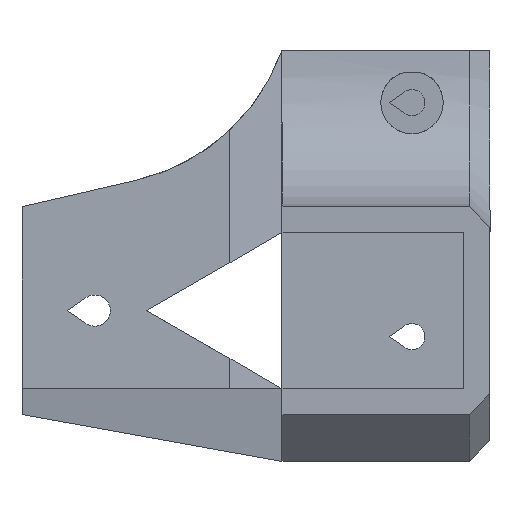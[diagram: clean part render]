
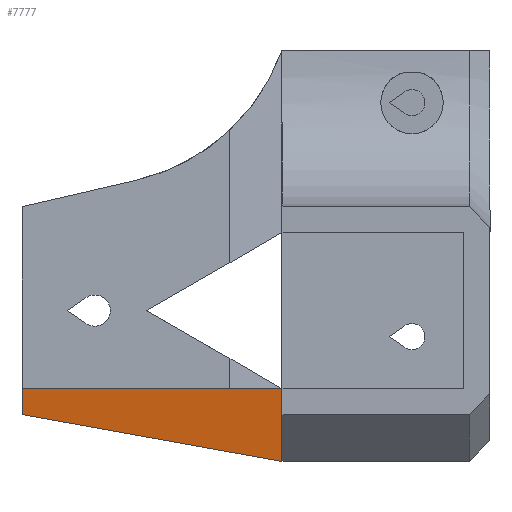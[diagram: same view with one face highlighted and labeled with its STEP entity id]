
A CAD part, left-side view. The second image highlights one B-rep face of the part: STEP entity #7777.
In plain terms, the highlighted planar face has unit normal (-0.977, 0.215, 0).
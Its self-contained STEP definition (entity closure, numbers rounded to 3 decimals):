
#491 = VERTEX_POINT('',#492);
#492 = CARTESIAN_POINT('',(-7.,-37.,-230.));
#505 = PLANE('',#506);
#506 = AXIS2_PLACEMENT_3D('',#507,#508,#509);
#507 = CARTESIAN_POINT('',(28.,-87.,-230.));
#508 = DIRECTION('',(0.,0.,1.));
#509 = DIRECTION('',(-1.,0.,-0.));
#532 = PLANE('',#533);
#533 = AXIS2_PLACEMENT_3D('',#534,#535,#536);
#534 = CARTESIAN_POINT('',(-7.,-37.,-165.));
#535 = DIRECTION('',(0.,-1.,0.));
#536 = DIRECTION('',(1.,0.,0.));
#2632 = PLANE('',#2633);
#2633 = AXIS2_PLACEMENT_3D('',#2634,#2635,#2636);
#2634 = CARTESIAN_POINT('',(-27.,-87.,-165.));
#2635 = DIRECTION('',(0.,-1.,0.));
#2636 = DIRECTION('',(0.,0.,-1.));
#7014 = VERTEX_POINT('',#7015);
#7015 = CARTESIAN_POINT('',(-18.,-87.,-230.));
#7060 = VERTEX_POINT('',#7061);
#7061 = CARTESIAN_POINT('',(-18.,-87.,-244.));
#7082 = EDGE_CURVE('',#7060,#7014,#7083,.T.);
#7083 = SURFACE_CURVE('',#7084,(#7088,#7095),.PCURVE_S1.);
#7084 = LINE('',#7085,#7086);
#7085 = CARTESIAN_POINT('',(-18.,-87.,-244.));
#7086 = VECTOR('',#7087,1.);
#7087 = DIRECTION('',(0.,0.,1.));
#7088 = PCURVE('',#2632,#7089);
#7089 = DEFINITIONAL_REPRESENTATION('',(#7090),#7094);
#7090 = LINE('',#7091,#7092);
#7091 = CARTESIAN_POINT('',(79.,9.));
#7092 = VECTOR('',#7093,1.);
#7093 = DIRECTION('',(-1.,0.));
#7094 = ( GEOMETRIC_REPRESENTATION_CONTEXT(2) 
PARAMETRIC_REPRESENTATION_CONTEXT() REPRESENTATION_CONTEXT('2D SPACE',''
  ) );
#7095 = PCURVE('',#7096,#7101);
#7096 = PLANE('',#7097);
#7097 = AXIS2_PLACEMENT_3D('',#7098,#7099,#7100);
#7098 = CARTESIAN_POINT('',(-18.,-87.,-244.));
#7099 = DIRECTION('',(-0.977,0.215,0.
    ));
#7100 = DIRECTION('',(0.215,0.977,0.)
  );
#7101 = DEFINITIONAL_REPRESENTATION('',(#7102),#7106);
#7102 = LINE('',#7103,#7104);
#7103 = CARTESIAN_POINT('',(0.,0.));
#7104 = VECTOR('',#7105,1.);
#7105 = DIRECTION('',(0.,-1.));
#7106 = ( GEOMETRIC_REPRESENTATION_CONTEXT(2) 
PARAMETRIC_REPRESENTATION_CONTEXT() REPRESENTATION_CONTEXT('2D SPACE',''
  ) );
#7646 = PLANE('',#7647);
#7647 = AXIS2_PLACEMENT_3D('',#7648,#7649,#7650);
#7648 = CARTESIAN_POINT('',(-5007.,-87.,-244.));
#7649 = DIRECTION('',(0.,-0.177,0.984
    ));
#7650 = DIRECTION('',(0.,0.984,0.177)
  );
#7777 = ADVANCED_FACE('',(#7778),#7096,.T.);
#7778 = FACE_BOUND('',#7779,.T.);
#7779 = EDGE_LOOP('',(#7780,#7801,#7802,#7821));
#7780 = ORIENTED_EDGE('',*,*,#7781,.F.);
#7781 = EDGE_CURVE('',#7060,#7782,#7784,.T.);
#7782 = VERTEX_POINT('',#7783);
#7783 = CARTESIAN_POINT('',(-7.,-37.,-235.));
#7784 = SURFACE_CURVE('',#7785,(#7789,#7795),.PCURVE_S1.);
#7785 = LINE('',#7786,#7787);
#7786 = CARTESIAN_POINT('',(-129.708,-594.763,
    -335.397));
#7787 = VECTOR('',#7788,1.);
#7788 = DIRECTION('',(0.212,0.962,0.173));
#7789 = PCURVE('',#7096,#7790);
#7790 = DEFINITIONAL_REPRESENTATION('',(#7791),#7794);
#7791 = B_SPLINE_CURVE_WITH_KNOTS('',1,(#7792,#7793),.UNSPECIFIED.,.F.,
  .F.,(2,2),(522.68,585.057),.PIECEWISE_BEZIER_KNOTS.);
#7792 = CARTESIAN_POINT('',(-5.12,0.9));
#7793 = CARTESIAN_POINT('',(56.315,-9.9));
#7794 = ( GEOMETRIC_REPRESENTATION_CONTEXT(2) 
PARAMETRIC_REPRESENTATION_CONTEXT() REPRESENTATION_CONTEXT('2D SPACE',''
  ) );
#7795 = PCURVE('',#7646,#7796);
#7796 = DEFINITIONAL_REPRESENTATION('',(#7797),#7800);
#7797 = B_SPLINE_CURVE_WITH_KNOTS('',1,(#7798,#7799),.UNSPECIFIED.,.F.,
  .F.,(2,2),(522.68,585.057),.PIECEWISE_BEZIER_KNOTS.);
#7798 = CARTESIAN_POINT('',(-5.08,-4987.9));
#7799 = CARTESIAN_POINT('',(55.884,-5001.1));
#7800 = ( GEOMETRIC_REPRESENTATION_CONTEXT(2) 
PARAMETRIC_REPRESENTATION_CONTEXT() REPRESENTATION_CONTEXT('2D SPACE',''
  ) );
#7801 = ORIENTED_EDGE('',*,*,#7082,.T.);
#7802 = ORIENTED_EDGE('',*,*,#7803,.T.);
#7803 = EDGE_CURVE('',#7014,#491,#7804,.T.);
#7804 = SURFACE_CURVE('',#7805,(#7809,#7815),.PCURVE_S1.);
#7805 = LINE('',#7806,#7807);
#7806 = CARTESIAN_POINT('',(-16.938,-82.174,-230.));
#7807 = VECTOR('',#7808,1.);
#7808 = DIRECTION('',(0.215,0.977,0.)
  );
#7809 = PCURVE('',#7096,#7810);
#7810 = DEFINITIONAL_REPRESENTATION('',(#7811),#7814);
#7811 = B_SPLINE_CURVE_WITH_KNOTS('',1,(#7812,#7813),.UNSPECIFIED.,.F.,
  .F.,(2,2),(-10.061,51.373),.PIECEWISE_BEZIER_KNOTS.);
#7812 = CARTESIAN_POINT('',(-5.12,-14.));
#7813 = CARTESIAN_POINT('',(56.315,-14.));
#7814 = ( GEOMETRIC_REPRESENTATION_CONTEXT(2) 
PARAMETRIC_REPRESENTATION_CONTEXT() REPRESENTATION_CONTEXT('2D SPACE',''
  ) );
#7815 = PCURVE('',#505,#7816);
#7816 = DEFINITIONAL_REPRESENTATION('',(#7817),#7820);
#7817 = B_SPLINE_CURVE_WITH_KNOTS('',1,(#7818,#7819),.UNSPECIFIED.,.F.,
  .F.,(2,2),(-10.061,51.373),.PIECEWISE_BEZIER_KNOTS.);
#7818 = CARTESIAN_POINT('',(47.1,5.));
#7819 = CARTESIAN_POINT('',(33.9,-55.));
#7820 = ( GEOMETRIC_REPRESENTATION_CONTEXT(2) 
PARAMETRIC_REPRESENTATION_CONTEXT() REPRESENTATION_CONTEXT('2D SPACE',''
  ) );
#7821 = ORIENTED_EDGE('',*,*,#7822,.F.);
#7822 = EDGE_CURVE('',#7782,#491,#7823,.T.);
#7823 = SURFACE_CURVE('',#7824,(#7828,#7835),.PCURVE_S1.);
#7824 = LINE('',#7825,#7826);
#7825 = CARTESIAN_POINT('',(-7.,-37.,-244.));
#7826 = VECTOR('',#7827,1.);
#7827 = DIRECTION('',(0.,0.,1.));
#7828 = PCURVE('',#7096,#7829);
#7829 = DEFINITIONAL_REPRESENTATION('',(#7830),#7834);
#7830 = LINE('',#7831,#7832);
#7831 = CARTESIAN_POINT('',(51.196,0.));
#7832 = VECTOR('',#7833,1.);
#7833 = DIRECTION('',(0.,-1.));
#7834 = ( GEOMETRIC_REPRESENTATION_CONTEXT(2) 
PARAMETRIC_REPRESENTATION_CONTEXT() REPRESENTATION_CONTEXT('2D SPACE',''
  ) );
#7835 = PCURVE('',#532,#7836);
#7836 = DEFINITIONAL_REPRESENTATION('',(#7837),#7841);
#7837 = LINE('',#7838,#7839);
#7838 = CARTESIAN_POINT('',(0.,-79.));
#7839 = VECTOR('',#7840,1.);
#7840 = DIRECTION('',(0.,1.));
#7841 = ( GEOMETRIC_REPRESENTATION_CONTEXT(2) 
PARAMETRIC_REPRESENTATION_CONTEXT() REPRESENTATION_CONTEXT('2D SPACE',''
  ) );
